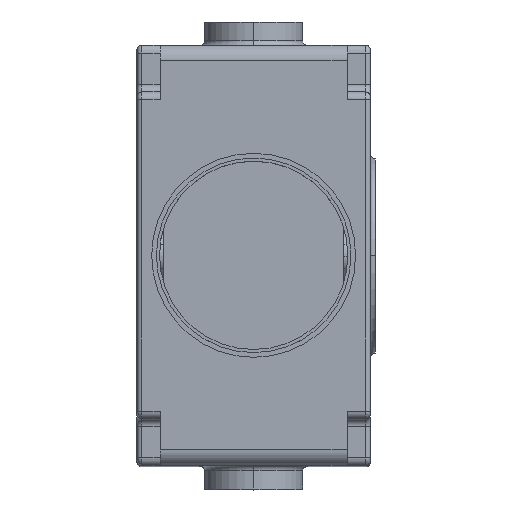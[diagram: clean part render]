
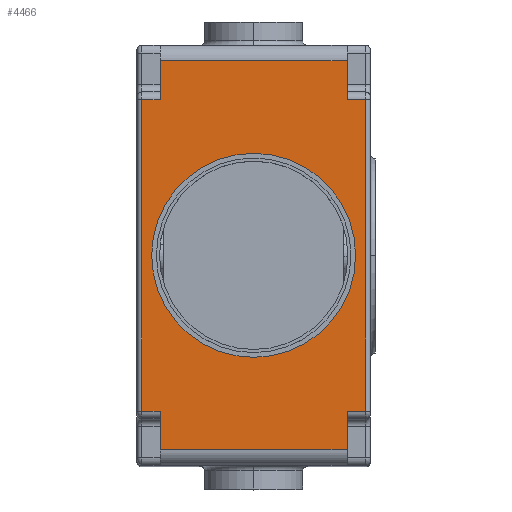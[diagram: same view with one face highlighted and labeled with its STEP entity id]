
A CAD part, top view. The second image highlights one B-rep face of the part: STEP entity #4466.
In plain terms, the highlighted planar face has unit normal (0, 0, 1).
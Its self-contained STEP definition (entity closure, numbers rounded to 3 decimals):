
#639 = CARTESIAN_POINT ( 'NONE',  ( -60., -100., 217.5 ) ) ;
#640 = CARTESIAN_POINT ( 'NONE',  ( -72., -100., 217.5 ) ) ;
#641 = DIRECTION ( 'NONE',  ( 0., -1., 0. ) ) ;
#642 = VECTOR ( 'NONE', #641, 1000. ) ;
#643 = CARTESIAN_POINT ( 'NONE',  ( -72., 135., 217.5 ) ) ;
#644 = LINE ( 'NONE', #643, #642 ) ;
#646 = CARTESIAN_POINT ( 'NONE',  ( -72., 100., 217.5 ) ) ;
#647 = CARTESIAN_POINT ( 'NONE',  ( -60., 100., 217.5 ) ) ;
#648 = DIRECTION ( 'NONE',  ( -1., 0., 0. ) ) ;
#649 = VECTOR ( 'NONE', #648, 1000. ) ;
#650 = CARTESIAN_POINT ( 'NONE',  ( 75., 100., 217.5 ) ) ;
#656 = LINE ( 'NONE', #650, #649 ) ;
#702 = DIRECTION ( 'NONE',  ( 0., 1., 0. ) ) ;
#703 = VECTOR ( 'NONE', #702, 1000. ) ;
#704 = CARTESIAN_POINT ( 'NONE',  ( -60., 135., 217.5 ) ) ;
#705 = LINE ( 'NONE', #704, #703 ) ;
#707 = CARTESIAN_POINT ( 'NONE',  ( 60., 125., 217.5 ) ) ;
#708 = CARTESIAN_POINT ( 'NONE',  ( 60., 100., 217.5 ) ) ;
#773 = CARTESIAN_POINT ( 'NONE',  ( 60., -125., 217.5 ) ) ;
#774 = CARTESIAN_POINT ( 'NONE',  ( -60., -125., 217.5 ) ) ;
#775 = DIRECTION ( 'NONE',  ( 0., 1., 0. ) ) ;
#776 = VECTOR ( 'NONE', #775, 1000. ) ;
#777 = CARTESIAN_POINT ( 'NONE',  ( -60., -135., 217.5 ) ) ;
#778 = LINE ( 'NONE', #777, #776 ) ;
#780 = DIRECTION ( 'NONE',  ( 1., 0., 0. ) ) ;
#781 = VECTOR ( 'NONE', #780, 1000. ) ;
#782 = CARTESIAN_POINT ( 'NONE',  ( 75., -100., 217.5 ) ) ;
#783 = LINE ( 'NONE', #782, #781 ) ;
#809 = CARTESIAN_POINT ( 'NONE',  ( -60., 125., 217.5 ) ) ;
#810 = DIRECTION ( 'NONE',  ( -1., 0., 0. ) ) ;
#811 = VECTOR ( 'NONE', #810, 1000. ) ;
#812 = CARTESIAN_POINT ( 'NONE',  ( 75., 125., 217.5 ) ) ;
#813 = LINE ( 'NONE', #812, #811 ) ;
#814 = DIRECTION ( 'NONE',  ( 0., -1., 0. ) ) ;
#815 = VECTOR ( 'NONE', #814, 1000. ) ;
#816 = CARTESIAN_POINT ( 'NONE',  ( 60., 135., 217.5 ) ) ;
#817 = LINE ( 'NONE', #816, #815 ) ;
#839 = DIRECTION ( 'NONE',  ( 1., 0., 0. ) ) ;
#840 = VECTOR ( 'NONE', #839, 1000. ) ;
#841 = CARTESIAN_POINT ( 'NONE',  ( 75., -125., 217.5 ) ) ;
#842 = LINE ( 'NONE', #841, #840 ) ;
#843 = DIRECTION ( 'NONE',  ( -1., 0., 0. ) ) ;
#844 = DIRECTION ( 'NONE',  ( 0., 0., -1. ) ) ;
#845 = AXIS2_PLACEMENT_3D ( 'NONE', #850, #844, #843 ) ;
#846 = CIRCLE ( 'NONE', #845, 62.5 ) ;
#847 = DIRECTION ( 'NONE',  ( 0., 1., 0. ) ) ;
#848 = DIRECTION ( 'NONE',  ( 0., 0., -1. ) ) ;
#849 = AXIS2_PLACEMENT_3D ( 'NONE', #851, #848, #847 ) ;
#850 = CARTESIAN_POINT ( 'NONE',  ( 0., 0., 217.5 ) ) ;
#851 = CARTESIAN_POINT ( 'NONE',  ( 75., 135., 217.5 ) ) ;
#852 = PLANE ( 'NONE',  #849 ) ;
#853 = FACE_OUTER_BOUND ( 'NONE', #4471, .T. ) ;
#854 = FACE_BOUND ( 'NONE', #4467, .T. ) ;
#896 = DIRECTION ( 'NONE',  ( -1., 0., 0. ) ) ;
#897 = VECTOR ( 'NONE', #896, 1000. ) ;
#898 = CARTESIAN_POINT ( 'NONE',  ( 75., 100., 217.5 ) ) ;
#899 = LINE ( 'NONE', #898, #897 ) ;
#900 = CARTESIAN_POINT ( 'NONE',  ( 72., 100., 217.5 ) ) ;
#901 = DIRECTION ( 'NONE',  ( 0., 1., 0. ) ) ;
#902 = VECTOR ( 'NONE', #901, 1000. ) ;
#903 = CARTESIAN_POINT ( 'NONE',  ( 72., 100., 217.5 ) ) ;
#904 = LINE ( 'NONE', #903, #902 ) ;
#905 = CARTESIAN_POINT ( 'NONE',  ( 72., -100., 217.5 ) ) ;
#906 = DIRECTION ( 'NONE',  ( 1., 0., 0. ) ) ;
#907 = VECTOR ( 'NONE', #906, 1000. ) ;
#908 = CARTESIAN_POINT ( 'NONE',  ( 75., -100., 217.5 ) ) ;
#909 = LINE ( 'NONE', #908, #907 ) ;
#910 = CARTESIAN_POINT ( 'NONE',  ( 60., -100., 217.5 ) ) ;
#911 = DIRECTION ( 'NONE',  ( 0., -1., 0. ) ) ;
#912 = VECTOR ( 'NONE', #911, 1000. ) ;
#913 = CARTESIAN_POINT ( 'NONE',  ( 60., -135., 217.5 ) ) ;
#914 = LINE ( 'NONE', #913, #912 ) ;
#4037 = VERTEX_POINT ( 'NONE', #7916 ) ;
#4062 = VERTEX_POINT ( 'NONE', #7935 ) ;
#4065 = EDGE_CURVE ( 'NONE', #4037, #4062, #7934, .T. ) ;
#4357 = ORIENTED_EDGE ( 'NONE', *, *, #4358, .T. ) ;
#4358 = EDGE_CURVE ( 'NONE', #4359, #4360, #656, .T. ) ;
#4359 = VERTEX_POINT ( 'NONE', #647 ) ;
#4360 = VERTEX_POINT ( 'NONE', #646 ) ;
#4361 = ORIENTED_EDGE ( 'NONE', *, *, #4362, .T. ) ;
#4362 = EDGE_CURVE ( 'NONE', #4360, #4363, #644, .T. ) ;
#4363 = VERTEX_POINT ( 'NONE', #640 ) ;
#4364 = VERTEX_POINT ( 'NONE', #639 ) ;
#4365 = ORIENTED_EDGE ( 'NONE', *, *, #4366, .F. ) ;
#4366 = EDGE_CURVE ( 'NONE', #4359, #4455, #705, .T. ) ;
#4396 = VERTEX_POINT ( 'NONE', #708 ) ;
#4397 = VERTEX_POINT ( 'NONE', #707 ) ;
#4429 = ORIENTED_EDGE ( 'NONE', *, *, #4430, .T. ) ;
#4430 = EDGE_CURVE ( 'NONE', #4363, #4364, #783, .T. ) ;
#4432 = ORIENTED_EDGE ( 'NONE', *, *, #4433, .F. ) ;
#4433 = EDGE_CURVE ( 'NONE', #4434, #4364, #778, .T. ) ;
#4434 = VERTEX_POINT ( 'NONE', #774 ) ;
#4435 = VERTEX_POINT ( 'NONE', #773 ) ;
#4450 = ORIENTED_EDGE ( 'NONE', *, *, #4451, .F. ) ;
#4451 = EDGE_CURVE ( 'NONE', #4397, #4396, #817, .T. ) ;
#4453 = ORIENTED_EDGE ( 'NONE', *, *, #4454, .T. ) ;
#4454 = EDGE_CURVE ( 'NONE', #4397, #4455, #813, .T. ) ;
#4455 = VERTEX_POINT ( 'NONE', #809 ) ;
#4466 = ADVANCED_FACE ( 'NONE', ( #854, #853 ), #852, .F. ) ;
#4467 = EDGE_LOOP ( 'NONE', ( #4468, #4469 ) ) ;
#4468 = ORIENTED_EDGE ( 'NONE', *, *, #4065, .T. ) ;
#4469 = ORIENTED_EDGE ( 'NONE', *, *, #4470, .T. ) ;
#4470 = EDGE_CURVE ( 'NONE', #4062, #4037, #846, .T. ) ;
#4471 = EDGE_LOOP ( 'NONE', ( #4357, #4361, #4429, #4432, #4472, #4475, #4478, #4481, #4484, #4450, #4453, #4365 ) ) ;
#4472 = ORIENTED_EDGE ( 'NONE', *, *, #4473, .T. ) ;
#4473 = EDGE_CURVE ( 'NONE', #4434, #4435, #842, .T. ) ;
#4475 = ORIENTED_EDGE ( 'NONE', *, *, #4476, .F. ) ;
#4476 = EDGE_CURVE ( 'NONE', #4477, #4435, #914, .T. ) ;
#4477 = VERTEX_POINT ( 'NONE', #910 ) ;
#4478 = ORIENTED_EDGE ( 'NONE', *, *, #4479, .T. ) ;
#4479 = EDGE_CURVE ( 'NONE', #4477, #4480, #909, .T. ) ;
#4480 = VERTEX_POINT ( 'NONE', #905 ) ;
#4481 = ORIENTED_EDGE ( 'NONE', *, *, #4482, .T. ) ;
#4482 = EDGE_CURVE ( 'NONE', #4480, #4483, #904, .T. ) ;
#4483 = VERTEX_POINT ( 'NONE', #900 ) ;
#4484 = ORIENTED_EDGE ( 'NONE', *, *, #4485, .T. ) ;
#4485 = EDGE_CURVE ( 'NONE', #4483, #4396, #899, .T. ) ;
#7916 = CARTESIAN_POINT ( 'NONE',  ( -62.5, 0., 217.5 ) ) ;
#7930 = DIRECTION ( 'NONE',  ( -1., 0., 0. ) ) ;
#7931 = DIRECTION ( 'NONE',  ( 0., 0., -1. ) ) ;
#7932 = CARTESIAN_POINT ( 'NONE',  ( 0., 0., 217.5 ) ) ;
#7933 = AXIS2_PLACEMENT_3D ( 'NONE', #7932, #7931, #7930 ) ;
#7934 = CIRCLE ( 'NONE', #7933, 62.5 ) ;
#7935 = CARTESIAN_POINT ( 'NONE',  ( 62.5, 0., 217.5 ) ) ;
